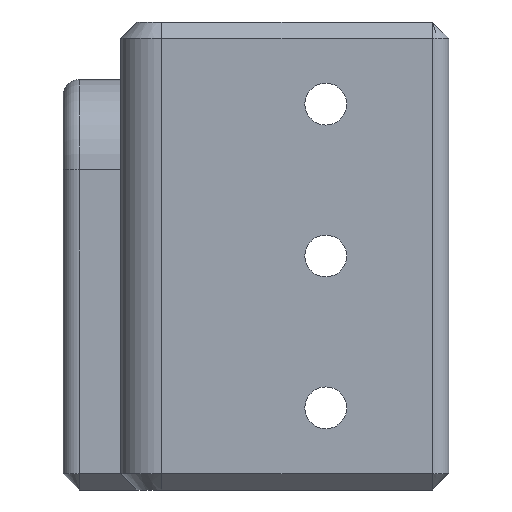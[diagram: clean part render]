
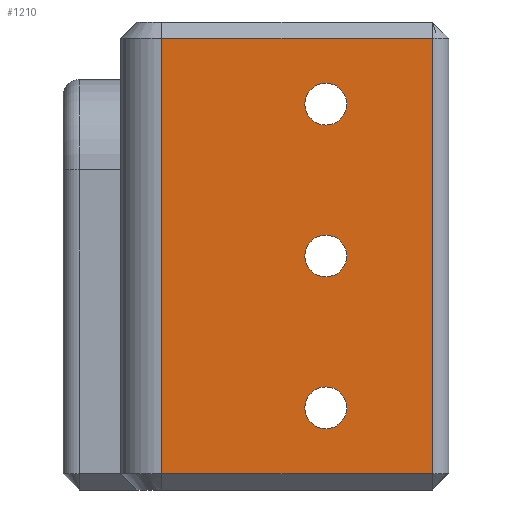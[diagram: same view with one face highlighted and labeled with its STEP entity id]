
A CAD part, left-side view. The second image highlights one B-rep face of the part: STEP entity #1210.
In plain terms, the highlighted planar face has unit normal (-1, 0, 0).
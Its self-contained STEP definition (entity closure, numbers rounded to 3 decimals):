
#25=FACE_BOUND('',#231,.T.);
#26=FACE_BOUND('',#232,.T.);
#27=FACE_BOUND('',#233,.T.);
#81=PLANE('',#1336);
#150=FACE_OUTER_BOUND('',#230,.T.);
#230=EDGE_LOOP('',(#1097,#1098,#1099,#1100));
#231=EDGE_LOOP('',(#1101));
#232=EDGE_LOOP('',(#1102));
#233=EDGE_LOOP('',(#1103));
#257=LINE('',#1755,#382);
#322=LINE('',#1923,#447);
#363=LINE('',#2019,#488);
#364=LINE('',#2021,#489);
#382=VECTOR('',#1407,10.);
#447=VECTOR('',#1576,10.);
#488=VECTOR('',#1677,10.);
#489=VECTOR('',#1680,10.);
#493=CIRCLE('',#1232,2.55);
#497=CIRCLE('',#1238,2.55);
#501=CIRCLE('',#1244,2.55);
#534=VERTEX_POINT('',#1697);
#538=VERTEX_POINT('',#1709);
#542=VERTEX_POINT('',#1721);
#552=VERTEX_POINT('',#1747);
#554=VERTEX_POINT('',#1753);
#602=VERTEX_POINT('',#1913);
#604=VERTEX_POINT('',#1919);
#633=EDGE_CURVE('',#534,#534,#493,.T.);
#639=EDGE_CURVE('',#538,#538,#497,.T.);
#645=EDGE_CURVE('',#542,#542,#501,.T.);
#660=EDGE_CURVE('',#554,#552,#257,.T.);
#745=EDGE_CURVE('',#602,#604,#322,.T.);
#793=EDGE_CURVE('',#604,#554,#363,.T.);
#794=EDGE_CURVE('',#552,#602,#364,.T.);
#1097=ORIENTED_EDGE('',*,*,#660,.F.);
#1098=ORIENTED_EDGE('',*,*,#793,.F.);
#1099=ORIENTED_EDGE('',*,*,#745,.F.);
#1100=ORIENTED_EDGE('',*,*,#794,.F.);
#1101=ORIENTED_EDGE('',*,*,#633,.T.);
#1102=ORIENTED_EDGE('',*,*,#639,.T.);
#1103=ORIENTED_EDGE('',*,*,#645,.T.);
#1210=ADVANCED_FACE('',(#150,#25,#26,#27),#81,.T.);
#1232=AXIS2_PLACEMENT_3D('',#1699,#1349,#1350);
#1238=AXIS2_PLACEMENT_3D('',#1711,#1363,#1364);
#1244=AXIS2_PLACEMENT_3D('',#1723,#1377,#1378);
#1336=AXIS2_PLACEMENT_3D('',#2020,#1678,#1679);
#1349=DIRECTION('center_axis',(1.,0.,0.));
#1350=DIRECTION('ref_axis',(0.,1.,0.));
#1363=DIRECTION('center_axis',(1.,0.,0.));
#1364=DIRECTION('ref_axis',(0.,1.,0.));
#1377=DIRECTION('center_axis',(1.,0.,0.));
#1378=DIRECTION('ref_axis',(0.,1.,0.));
#1407=DIRECTION('',(0.,1.,0.));
#1576=DIRECTION('',(0.,-1.,0.));
#1677=DIRECTION('',(0.,0.,-1.));
#1678=DIRECTION('center_axis',(-1.,0.,0.));
#1679=DIRECTION('ref_axis',(0.,-1.,0.));
#1680=DIRECTION('',(0.,0.,1.));
#1697=CARTESIAN_POINT('',(0.,12.45,47.));
#1699=CARTESIAN_POINT('Origin',(0.,15.,47.));
#1709=CARTESIAN_POINT('',(0.,12.45,28.5));
#1711=CARTESIAN_POINT('Origin',(0.,15.,28.5));
#1721=CARTESIAN_POINT('',(0.,12.45,10.));
#1723=CARTESIAN_POINT('Origin',(0.,15.,10.));
#1747=CARTESIAN_POINT('',(0.,35.,2.));
#1753=CARTESIAN_POINT('',(0.,2.,2.));
#1755=CARTESIAN_POINT('',(0.,31.75,2.));
#1913=CARTESIAN_POINT('',(0.,35.,55.));
#1919=CARTESIAN_POINT('',(0.,2.,55.));
#1923=CARTESIAN_POINT('',(0.,31.75,55.));
#2019=CARTESIAN_POINT('',(0.,2.,0.));
#2020=CARTESIAN_POINT('Origin',(0.,40.,0.));
#2021=CARTESIAN_POINT('',(0.,35.,0.));
